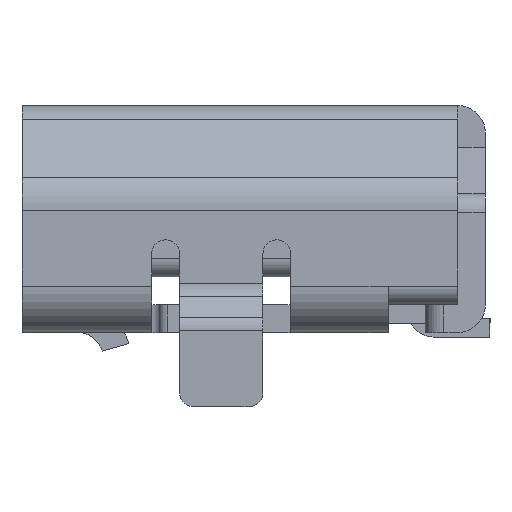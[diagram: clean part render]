
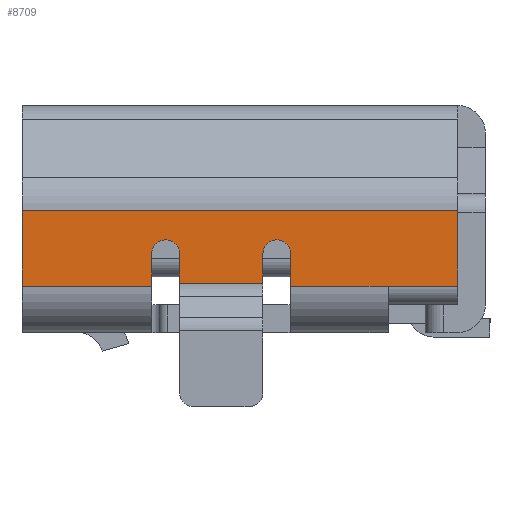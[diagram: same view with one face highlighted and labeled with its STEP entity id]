
A CAD part, front view. The second image highlights one B-rep face of the part: STEP entity #8709.
In plain terms, the highlighted planar face has unit normal (0, -1, 0).
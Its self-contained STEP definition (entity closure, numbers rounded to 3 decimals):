
#308 = CARTESIAN_POINT ( 'NONE',  ( -1.975, -3.75, 0.092 ) ) ;
#440 = CIRCLE ( 'NONE', #9307, 0.15 ) ;
#880 = CARTESIAN_POINT ( 'NONE',  ( 2.725, -3.75, 0.092 ) ) ;
#943 = DIRECTION ( 'NONE',  ( 0., 0., -1. ) ) ;
#1006 = VECTOR ( 'NONE', #943, 1000. ) ;
#1202 = DIRECTION ( 'NONE',  ( 0., 0., 1. ) ) ;
#1228 = ORIENTED_EDGE ( 'NONE', *, *, #21816, .T. ) ;
#1279 = CARTESIAN_POINT ( 'NONE',  ( 0.625, -3.75, -0.375 ) ) ;
#1534 = ORIENTED_EDGE ( 'NONE', *, *, #9453, .F. ) ;
#1704 = VECTOR ( 'NONE', #17761, 1000. ) ;
#1747 = CIRCLE ( 'NONE', #19404, 0.15 ) ;
#1931 = CARTESIAN_POINT ( 'NONE',  ( 0.625, -3.75, -0.225 ) ) ;
#2087 = CARTESIAN_POINT ( 'NONE',  ( 2.725, -3.75, -0.725 ) ) ;
#2299 = DIRECTION ( 'NONE',  ( 0., 0., 1. ) ) ;
#2332 = EDGE_CURVE ( 'NONE', #12741, #14321, #440, .T. ) ;
#2338 = CARTESIAN_POINT ( 'NONE',  ( -1.975, -3.75, 0.092 ) ) ;
#2382 = VERTEX_POINT ( 'NONE', #23528 ) ;
#3043 = ORIENTED_EDGE ( 'NONE', *, *, #15884, .F. ) ;
#3090 = CARTESIAN_POINT ( 'NONE',  ( -0.575, -3.75, -0.225 ) ) ;
#3170 = VERTEX_POINT ( 'NONE', #22683 ) ;
#3189 = CARTESIAN_POINT ( 'NONE',  ( -0.275, -3.75, -0.225 ) ) ;
#3322 = VERTEX_POINT ( 'NONE', #13020 ) ;
#3384 = VECTOR ( 'NONE', #5356, 1000. ) ;
#3522 = VECTOR ( 'NONE', #4346, 1000. ) ;
#4346 = DIRECTION ( 'NONE',  ( 0., 0., -1. ) ) ;
#4481 = DIRECTION ( 'NONE',  ( 1., 0., 0. ) ) ;
#5035 = DIRECTION ( 'NONE',  ( 0., 1., 0. ) ) ;
#5049 = DIRECTION ( 'NONE',  ( 1., 0., 0. ) ) ;
#5356 = DIRECTION ( 'NONE',  ( 0., 0., -1. ) ) ;
#5852 = LINE ( 'NONE', #2338, #20600 ) ;
#5940 = LINE ( 'NONE', #13865, #18843 ) ;
#6463 = VECTOR ( 'NONE', #14767, 1000. ) ;
#6502 = DIRECTION ( 'NONE',  ( 0., 1., 0. ) ) ;
#7235 = EDGE_CURVE ( 'NONE', #21631, #15607, #21414, .T. ) ;
#7457 = ORIENTED_EDGE ( 'NONE', *, *, #12058, .T. ) ;
#7617 = DIRECTION ( 'NONE',  ( 1., 0., 0. ) ) ;
#7996 = DIRECTION ( 'NONE',  ( 0., 1., 0. ) ) ;
#8117 = DIRECTION ( 'NONE',  ( 1., 0., 0. ) ) ;
#8205 = VECTOR ( 'NONE', #5049, 1000. ) ;
#8225 = CIRCLE ( 'NONE', #10647, 0.15 ) ;
#8338 = ORIENTED_EDGE ( 'NONE', *, *, #2332, .T. ) ;
#8414 = EDGE_CURVE ( 'NONE', #10148, #2382, #14003, .T. ) ;
#8517 = LINE ( 'NONE', #21696, #20728 ) ;
#8709 = ADVANCED_FACE ( 'NONE', ( #22912 ), #9896, .F. ) ;
#9245 = DIRECTION ( 'NONE',  ( 1., 0., 0. ) ) ;
#9302 = ORIENTED_EDGE ( 'NONE', *, *, #16887, .T. ) ;
#9307 = AXIS2_PLACEMENT_3D ( 'NONE', #18675, #20917, #7617 ) ;
#9453 = EDGE_CURVE ( 'NONE', #17645, #3170, #14152, .T. ) ;
#9601 = VERTEX_POINT ( 'NONE', #21162 ) ;
#9896 = PLANE ( 'NONE',  #24187 ) ;
#10148 = VERTEX_POINT ( 'NONE', #21102 ) ;
#10647 = AXIS2_PLACEMENT_3D ( 'NONE', #14888, #18892, #9245 ) ;
#10874 = LINE ( 'NONE', #3189, #6463 ) ;
#11183 = ORIENTED_EDGE ( 'NONE', *, *, #22832, .T. ) ;
#11688 = ORIENTED_EDGE ( 'NONE', *, *, #17537, .F. ) ;
#12058 = EDGE_CURVE ( 'NONE', #12505, #9601, #12762, .T. ) ;
#12505 = VERTEX_POINT ( 'NONE', #1279 ) ;
#12697 = DIRECTION ( 'NONE',  ( 1., 0., 0. ) ) ;
#12741 = VERTEX_POINT ( 'NONE', #21089 ) ;
#12762 = CIRCLE ( 'NONE', #19140, 0.15 ) ;
#12835 = CARTESIAN_POINT ( 'NONE',  ( 2.725, -3.75, -0.725 ) ) ;
#12838 = CARTESIAN_POINT ( 'NONE',  ( 0.925, -3.75, -0.375 ) ) ;
#13020 = CARTESIAN_POINT ( 'NONE',  ( 1.975, -3.75, -0.725 ) ) ;
#13497 = EDGE_CURVE ( 'NONE', #14321, #10148, #10874, .T. ) ;
#13865 = CARTESIAN_POINT ( 'NONE',  ( 2.725, -3.75, -0.725 ) ) ;
#14003 = LINE ( 'NONE', #21653, #1704 ) ;
#14152 = LINE ( 'NONE', #3090, #1006 ) ;
#14321 = VERTEX_POINT ( 'NONE', #19894 ) ;
#14423 = ORIENTED_EDGE ( 'NONE', *, *, #7235, .T. ) ;
#14552 = CARTESIAN_POINT ( 'NONE',  ( -1.975, -3.75, -0.725 ) ) ;
#14752 = DIRECTION ( 'NONE',  ( 1., 0., 0. ) ) ;
#14767 = DIRECTION ( 'NONE',  ( 0., 0., -1. ) ) ;
#14888 = CARTESIAN_POINT ( 'NONE',  ( -0.425, -3.75, -0.375 ) ) ;
#14940 = CARTESIAN_POINT ( 'NONE',  ( 0.775, -3.75, -0.375 ) ) ;
#14988 = CARTESIAN_POINT ( 'NONE',  ( -1.975, -3.75, -0.725 ) ) ;
#15047 = VERTEX_POINT ( 'NONE', #12835 ) ;
#15254 = LINE ( 'NONE', #1931, #3384 ) ;
#15607 = VERTEX_POINT ( 'NONE', #20868 ) ;
#15884 = EDGE_CURVE ( 'NONE', #15047, #3322, #15927, .T. ) ;
#15927 = LINE ( 'NONE', #2087, #23148 ) ;
#16024 = CARTESIAN_POINT ( 'NONE',  ( 0.925, -3.75, -0.225 ) ) ;
#16446 = EDGE_LOOP ( 'NONE', ( #7457, #1228, #14423, #11183, #3043, #9302, #11688, #22559, #22913, #1534, #24469, #8338, #21335, #17048, #18571 ) ) ;
#16887 = EDGE_CURVE ( 'NONE', #15047, #23842, #5940, .T. ) ;
#17048 = ORIENTED_EDGE ( 'NONE', *, *, #8414, .T. ) ;
#17110 = LINE ( 'NONE', #14988, #21456 ) ;
#17537 = EDGE_CURVE ( 'NONE', #18583, #23842, #5852, .T. ) ;
#17645 = VERTEX_POINT ( 'NONE', #22146 ) ;
#17692 = DIRECTION ( 'NONE',  ( 1., 0., 0. ) ) ;
#17761 = DIRECTION ( 'NONE',  ( 1., 0., 0. ) ) ;
#18571 = ORIENTED_EDGE ( 'NONE', *, *, #23302, .F. ) ;
#18583 = VERTEX_POINT ( 'NONE', #21387 ) ;
#18602 = LINE ( 'NONE', #22209, #8205 ) ;
#18675 = CARTESIAN_POINT ( 'NONE',  ( -0.425, -3.75, -0.375 ) ) ;
#18843 = VECTOR ( 'NONE', #2299, 1000. ) ;
#18892 = DIRECTION ( 'NONE',  ( 0., 1., 0. ) ) ;
#19140 = AXIS2_PLACEMENT_3D ( 'NONE', #14940, #5035, #12697 ) ;
#19404 = AXIS2_PLACEMENT_3D ( 'NONE', #19435, #6502, #17692 ) ;
#19435 = CARTESIAN_POINT ( 'NONE',  ( 0.775, -3.75, -0.375 ) ) ;
#19797 = DIRECTION ( 'NONE',  ( -1., 0., 0. ) ) ;
#19820 = VERTEX_POINT ( 'NONE', #14552 ) ;
#19894 = CARTESIAN_POINT ( 'NONE',  ( -0.275, -3.75, -0.375 ) ) ;
#20600 = VECTOR ( 'NONE', #4481, 1000. ) ;
#20728 = VECTOR ( 'NONE', #1202, 1000. ) ;
#20868 = CARTESIAN_POINT ( 'NONE',  ( 0.925, -3.75, -0.725 ) ) ;
#20917 = DIRECTION ( 'NONE',  ( 0., 1., 0. ) ) ;
#21089 = CARTESIAN_POINT ( 'NONE',  ( -0.425, -3.75, -0.225 ) ) ;
#21102 = CARTESIAN_POINT ( 'NONE',  ( -0.275, -3.75, -0.692 ) ) ;
#21162 = CARTESIAN_POINT ( 'NONE',  ( 0.775, -3.75, -0.225 ) ) ;
#21335 = ORIENTED_EDGE ( 'NONE', *, *, #13497, .T. ) ;
#21387 = CARTESIAN_POINT ( 'NONE',  ( -1.975, -3.75, 0.092 ) ) ;
#21414 = LINE ( 'NONE', #16024, #3522 ) ;
#21456 = VECTOR ( 'NONE', #14752, 1000. ) ;
#21631 = VERTEX_POINT ( 'NONE', #12838 ) ;
#21653 = CARTESIAN_POINT ( 'NONE',  ( -0.275, -3.75, -0.692 ) ) ;
#21696 = CARTESIAN_POINT ( 'NONE',  ( -1.975, -3.75, 0.092 ) ) ;
#21816 = EDGE_CURVE ( 'NONE', #9601, #21631, #1747, .T. ) ;
#22146 = CARTESIAN_POINT ( 'NONE',  ( -0.575, -3.75, -0.375 ) ) ;
#22209 = CARTESIAN_POINT ( 'NONE',  ( -1.975, -3.75, -0.725 ) ) ;
#22262 = EDGE_CURVE ( 'NONE', #17645, #12741, #8225, .T. ) ;
#22559 = ORIENTED_EDGE ( 'NONE', *, *, #24293, .F. ) ;
#22683 = CARTESIAN_POINT ( 'NONE',  ( -0.575, -3.75, -0.725 ) ) ;
#22832 = EDGE_CURVE ( 'NONE', #15607, #3322, #18602, .T. ) ;
#22912 = FACE_OUTER_BOUND ( 'NONE', #16446, .T. ) ;
#22913 = ORIENTED_EDGE ( 'NONE', *, *, #23649, .T. ) ;
#23148 = VECTOR ( 'NONE', #19797, 1000. ) ;
#23302 = EDGE_CURVE ( 'NONE', #12505, #2382, #15254, .T. ) ;
#23528 = CARTESIAN_POINT ( 'NONE',  ( 0.625, -3.75, -0.692 ) ) ;
#23649 = EDGE_CURVE ( 'NONE', #19820, #3170, #17110, .T. ) ;
#23842 = VERTEX_POINT ( 'NONE', #880 ) ;
#24187 = AXIS2_PLACEMENT_3D ( 'NONE', #308, #7996, #8117 ) ;
#24293 = EDGE_CURVE ( 'NONE', #19820, #18583, #8517, .T. ) ;
#24469 = ORIENTED_EDGE ( 'NONE', *, *, #22262, .T. ) ;
